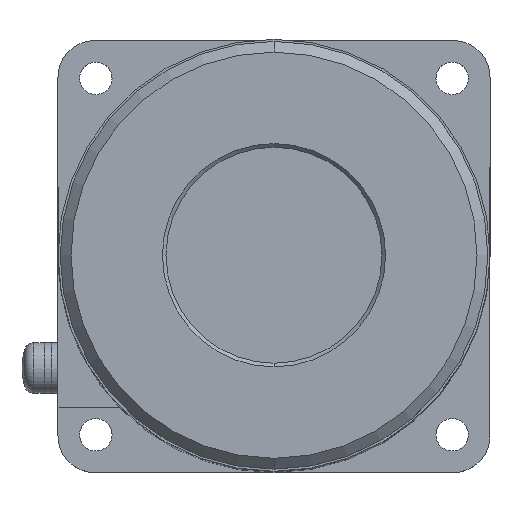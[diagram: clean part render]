
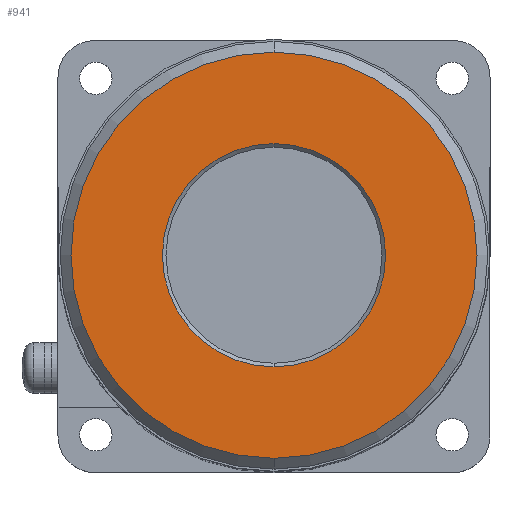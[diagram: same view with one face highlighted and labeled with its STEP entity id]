
A CAD part, top view. The second image highlights one B-rep face of the part: STEP entity #941.
In plain terms, the highlighted planar face has unit normal (0, 0, 1).
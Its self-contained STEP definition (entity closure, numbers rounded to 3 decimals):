
#94 = EDGE_CURVE ( 'NONE', #2302, #655, #1078, .T. ) ;
#96 = DIRECTION ( 'NONE',  ( 0., -1., 0. ) ) ;
#204 = CIRCLE ( 'NONE', #855, 15.5 ) ;
#333 = CARTESIAN_POINT ( 'NONE',  ( 0., -15.5, 115. ) ) ;
#358 = AXIS2_PLACEMENT_3D ( 'NONE', #2271, #989, #2487 ) ;
#383 = FACE_BOUND ( 'NONE', #1909, .T. ) ;
#510 = VERTEX_POINT ( 'NONE', #2308 ) ;
#556 = PLANE ( 'NONE',  #928 ) ;
#640 = DIRECTION ( 'NONE',  ( 0., 0., 1. ) ) ;
#655 = VERTEX_POINT ( 'NONE', #1120 ) ;
#656 = ORIENTED_EDGE ( 'NONE', *, *, #911, .T. ) ;
#826 = DIRECTION ( 'NONE',  ( 0., 0., 1. ) ) ;
#855 = AXIS2_PLACEMENT_3D ( 'NONE', #2551, #1276, #2766 ) ;
#911 = EDGE_CURVE ( 'NONE', #510, #2727, #2723, .T. ) ;
#928 = AXIS2_PLACEMENT_3D ( 'NONE', #1915, #640, #2137 ) ;
#941 = ADVANCED_FACE ( 'NONE', ( #2586, #383 ), #556, .T. ) ;
#989 = DIRECTION ( 'NONE',  ( 0., 0., 1. ) ) ;
#1078 = CIRCLE ( 'NONE', #1994, 15.5 ) ;
#1120 = CARTESIAN_POINT ( 'NONE',  ( 0., 15.5, 115. ) ) ;
#1132 = CARTESIAN_POINT ( 'NONE',  ( 0., -28.2, 115. ) ) ;
#1273 = ORIENTED_EDGE ( 'NONE', *, *, #1396, .F. ) ;
#1276 = DIRECTION ( 'NONE',  ( 0., 0., 1. ) ) ;
#1355 = AXIS2_PLACEMENT_3D ( 'NONE', #2659, #1380, #96 ) ;
#1380 = DIRECTION ( 'NONE',  ( 0., 0., 1. ) ) ;
#1396 = EDGE_CURVE ( 'NONE', #655, #2302, #204, .T. ) ;
#1415 = ORIENTED_EDGE ( 'NONE', *, *, #2251, .T. ) ;
#1909 = EDGE_LOOP ( 'NONE', ( #2663, #1273 ) ) ;
#1915 = CARTESIAN_POINT ( 'NONE',  ( 0., 0., 115. ) ) ;
#1994 = AXIS2_PLACEMENT_3D ( 'NONE', #2108, #826, #2325 ) ;
#2028 = CIRCLE ( 'NONE', #1355, 28.2 ) ;
#2108 = CARTESIAN_POINT ( 'NONE',  ( 0., 0., 115. ) ) ;
#2137 = DIRECTION ( 'NONE',  ( 0., -1., 0. ) ) ;
#2167 = EDGE_LOOP ( 'NONE', ( #656, #1415 ) ) ;
#2251 = EDGE_CURVE ( 'NONE', #2727, #510, #2028, .T. ) ;
#2271 = CARTESIAN_POINT ( 'NONE',  ( 0., 0., 115. ) ) ;
#2302 = VERTEX_POINT ( 'NONE', #333 ) ;
#2308 = CARTESIAN_POINT ( 'NONE',  ( 0., 28.2, 115. ) ) ;
#2325 = DIRECTION ( 'NONE',  ( 0., -1., 0. ) ) ;
#2487 = DIRECTION ( 'NONE',  ( 0., -1., 0. ) ) ;
#2551 = CARTESIAN_POINT ( 'NONE',  ( 0., 0., 115. ) ) ;
#2586 = FACE_OUTER_BOUND ( 'NONE', #2167, .T. ) ;
#2659 = CARTESIAN_POINT ( 'NONE',  ( 0., 0., 115. ) ) ;
#2663 = ORIENTED_EDGE ( 'NONE', *, *, #94, .F. ) ;
#2723 = CIRCLE ( 'NONE', #358, 28.2 ) ;
#2727 = VERTEX_POINT ( 'NONE', #1132 ) ;
#2766 = DIRECTION ( 'NONE',  ( 0., -1., 0. ) ) ;
